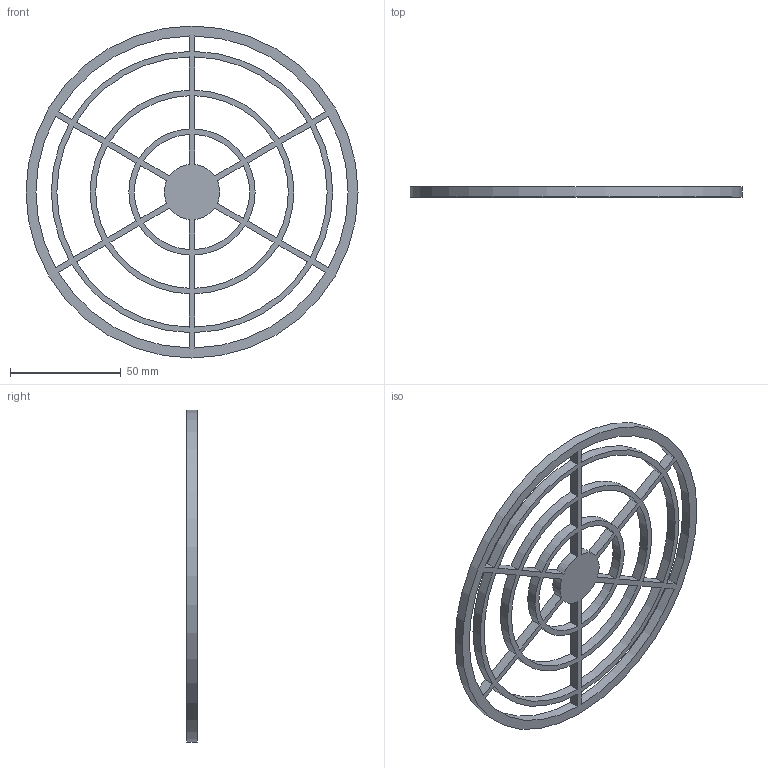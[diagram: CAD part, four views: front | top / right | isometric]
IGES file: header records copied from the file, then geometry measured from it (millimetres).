
Start section: SolidWorks IGES file using analytic representation for surfaces
Global section: file name: SC162-P05.IGS; native system: SolidWorks 2016; preprocessor: SolidWorks 2016; author: jignesh.bhoraniya; date: 180905.115145; units: millimetre
Bounding box: 149.9 x 4.6 x 149.9 mm (x, y, z)
Surface area: 25383.7 mm2 (no closed solid volume)
Topology: 0 solids, 0 shells, 99 faces, 581 edges, 580 vertices
Faces by surface type: bspline 50, revolution 49
